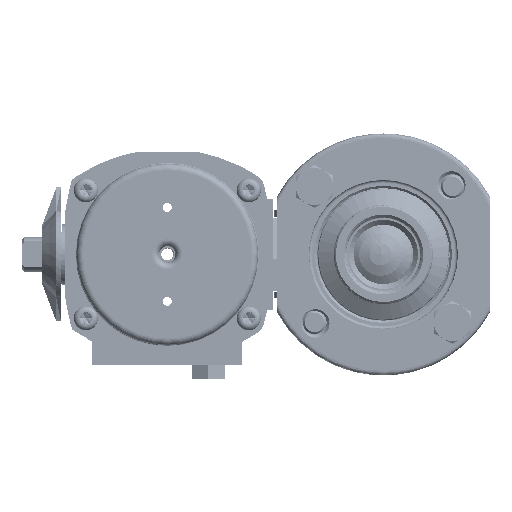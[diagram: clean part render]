
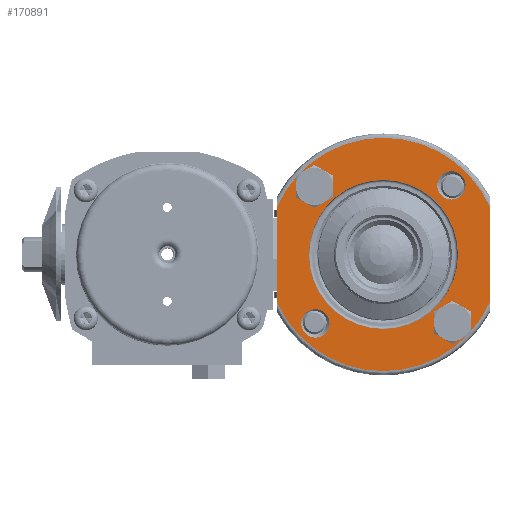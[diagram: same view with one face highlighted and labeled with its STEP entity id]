
A CAD part, left-side view. The second image highlights one B-rep face of the part: STEP entity #170891.
In plain terms, the highlighted planar face has unit normal (-1, 0, 0).
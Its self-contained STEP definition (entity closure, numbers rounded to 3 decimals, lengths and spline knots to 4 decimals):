
#1392 = EDGE_CURVE ( 'NONE', #74100, #25236, #35896, .T. ) ;
#4588 = DIRECTION ( 'NONE',  ( -1., 0., 0. ) ) ;
#5104 = ORIENTED_EDGE ( 'NONE', *, *, #17118, .T. ) ;
#5654 = VERTEX_POINT ( 'NONE', #60614 ) ;
#7223 = CIRCLE ( 'NONE', #139003, 1. ) ;
#7255 = EDGE_CURVE ( 'NONE', #40770, #5654, #32661, .T. ) ;
#7503 = DIRECTION ( 'NONE',  ( 0., 1., 0. ) ) ;
#9444 = VERTEX_POINT ( 'NONE', #60362 ) ;
#9628 = VERTEX_POINT ( 'NONE', #59070 ) ;
#9631 = FACE_BOUND ( 'NONE', #129068, .T. ) ;
#10749 = CARTESIAN_POINT ( 'NONE',  ( -1.2294, 0.9985, 1.185 ) ) ;
#11071 = CARTESIAN_POINT ( 'NONE',  ( -1.2294, -1.2065, 3.037 ) ) ;
#15211 = VECTOR ( 'NONE', #103641, 39.3701 ) ;
#16012 = DIRECTION ( 'NONE',  ( -1., 0., 0. ) ) ;
#17118 = EDGE_CURVE ( 'NONE', #5654, #40770, #140839, .T. ) ;
#22079 = AXIS2_PLACEMENT_3D ( 'NONE', #135844, #54037, #149528 ) ;
#23220 = CARTESIAN_POINT ( 'NONE',  ( -1.2294, -0.104, 3.111 ) ) ;
#23934 = AXIS2_PLACEMENT_3D ( 'NONE', #27334, #122898, #41029 ) ;
#25236 = VERTEX_POINT ( 'NONE', #56062 ) ;
#25280 = CARTESIAN_POINT ( 'NONE',  ( -1.2294, -1.534, -0.0463 ) ) ;
#27334 = CARTESIAN_POINT ( 'NONE',  ( -1.2294, -1.03, 1.1986 ) ) ;
#28492 = VERTEX_POINT ( 'NONE', #95079 ) ;
#28665 = VERTEX_POINT ( 'NONE', #154014 ) ;
#31370 = DIRECTION ( 'NONE',  ( -1., 0., 0. ) ) ;
#32661 = CIRCLE ( 'NONE', #66616, 0.1901 ) ;
#35155 = CIRCLE ( 'NONE', #73682, 0.1901 ) ;
#35896 = CIRCLE ( 'NONE', #117329, 1. ) ;
#36834 = DIRECTION ( 'NONE',  ( 1., 0., 0. ) ) ;
#38379 = AXIS2_PLACEMENT_3D ( 'NONE', #113210, #31370, #126919 ) ;
#38524 = CARTESIAN_POINT ( 'NONE',  ( -1.2294, 0.8084, 1.185 ) ) ;
#40770 = VERTEX_POINT ( 'NONE', #10749 ) ;
#41029 = DIRECTION ( 'NONE',  ( 0., 1., 0. ) ) ;
#41348 = ORIENTED_EDGE ( 'NONE', *, *, #159013, .T. ) ;
#43605 = LINE ( 'NONE', #25280, #112051 ) ;
#44744 = VERTEX_POINT ( 'NONE', #123366 ) ;
#46836 = EDGE_CURVE ( 'NONE', #28665, #28492, #115598, .T. ) ;
#47467 = EDGE_LOOP ( 'NONE', ( #49787, #96796 ) ) ;
#47630 = CARTESIAN_POINT ( 'NONE',  ( -1.2294, 0.6319, 3.0234 ) ) ;
#48932 = EDGE_CURVE ( 'NONE', #28492, #28665, #72685, .T. ) ;
#49787 = ORIENTED_EDGE ( 'NONE', *, *, #48932, .T. ) ;
#50125 = FACE_BOUND ( 'NONE', #102530, .T. ) ;
#50835 = EDGE_CURVE ( 'NONE', #120911, #119238, #62739, .T. ) ;
#51466 = LINE ( 'NONE', #171603, #15211 ) ;
#52281 = DIRECTION ( 'NONE',  ( 0., 1., 0. ) ) ;
#53463 = EDGE_CURVE ( 'NONE', #9628, #44744, #51466, .T. ) ;
#54037 = DIRECTION ( 'NONE',  ( 1., 0., 0. ) ) ;
#56062 = CARTESIAN_POINT ( 'NONE',  ( -1.2294, -1.104, 2.111 ) ) ;
#57460 = DIRECTION ( 'NONE',  ( 1., 0., 0. ) ) ;
#58700 = CIRCLE ( 'NONE', #38379, 1.565 ) ;
#59070 = CARTESIAN_POINT ( 'NONE',  ( -1.2294, 1.326, 1.4751 ) ) ;
#60362 = CARTESIAN_POINT ( 'NONE',  ( -1.2294, -1.534, 1.4751 ) ) ;
#60614 = CARTESIAN_POINT ( 'NONE',  ( -1.2294, 0.6183, 1.185 ) ) ;
#62739 = CIRCLE ( 'NONE', #22079, 0.1901 ) ;
#63379 = DIRECTION ( 'NONE',  ( 1., 0., 0. ) ) ;
#65254 = EDGE_LOOP ( 'NONE', ( #94487, #128142 ) ) ;
#66616 = AXIS2_PLACEMENT_3D ( 'NONE', #149371, #67653, #163068 ) ;
#67653 = DIRECTION ( 'NONE',  ( 1., 0., 0. ) ) ;
#69118 = VERTEX_POINT ( 'NONE', #171666 ) ;
#70781 = EDGE_CURVE ( 'NONE', #69118, #107760, #35155, .T. ) ;
#72314 = EDGE_CURVE ( 'NONE', #25236, #74100, #7223, .T. ) ;
#72685 = CIRCLE ( 'NONE', #91728, 0.1901 ) ;
#73650 = ORIENTED_EDGE ( 'NONE', *, *, #53463, .F. ) ;
#73682 = AXIS2_PLACEMENT_3D ( 'NONE', #139251, #57460, #152934 ) ;
#73864 = VERTEX_POINT ( 'NONE', #100921 ) ;
#74100 = VERTEX_POINT ( 'NONE', #134348 ) ;
#75520 = DIRECTION ( 'NONE',  ( -1., 0., 0. ) ) ;
#78001 = FACE_OUTER_BOUND ( 'NONE', #177072, .T. ) ;
#81629 = CARTESIAN_POINT ( 'NONE',  ( -1.2294, -1.0165, 3.037 ) ) ;
#82259 = FACE_BOUND ( 'NONE', #47467, .T. ) ;
#83463 = CIRCLE ( 'NONE', #162672, 0.1901 ) ;
#84826 = EDGE_LOOP ( 'NONE', ( #165439, #86560 ) ) ;
#86342 = CARTESIAN_POINT ( 'NONE',  ( -1.2294, -0.104, 2.111 ) ) ;
#86560 = ORIENTED_EDGE ( 'NONE', *, *, #50835, .T. ) ;
#89254 = DIRECTION ( 'NONE',  ( 1., 0., 0. ) ) ;
#91728 = AXIS2_PLACEMENT_3D ( 'NONE', #170925, #89254, #7503 ) ;
#94487 = ORIENTED_EDGE ( 'NONE', *, *, #72314, .F. ) ;
#95079 = CARTESIAN_POINT ( 'NONE',  ( -1.2294, -1.2201, 1.1986 ) ) ;
#95342 = DIRECTION ( 'NONE',  ( 0., 1., 0. ) ) ;
#96796 = ORIENTED_EDGE ( 'NONE', *, *, #46836, .T. ) ;
#97828 = CARTESIAN_POINT ( 'NONE',  ( -1.2294, -0.104, 2.111 ) ) ;
#100051 = DIRECTION ( 'NONE',  ( 0., -1., 0. ) ) ;
#100921 = CARTESIAN_POINT ( 'NONE',  ( -1.2294, -1.534, 2.7469 ) ) ;
#102386 = EDGE_CURVE ( 'NONE', #9628, #9444, #138737, .T. ) ;
#102530 = EDGE_LOOP ( 'NONE', ( #41348, #152998 ) ) ;
#103641 = DIRECTION ( 'NONE',  ( 0., 0., 1. ) ) ;
#107102 = DIRECTION ( 'NONE',  ( 0., 0., -1. ) ) ;
#107760 = VERTEX_POINT ( 'NONE', #11071 ) ;
#108455 = ORIENTED_EDGE ( 'NONE', *, *, #144918, .T. ) ;
#111528 = DIRECTION ( 'NONE',  ( 0., -1., 0. ) ) ;
#112051 = VECTOR ( 'NONE', #107102, 39.3701 ) ;
#113210 = CARTESIAN_POINT ( 'NONE',  ( -1.2294, -0.104, 2.111 ) ) ;
#114205 = FACE_BOUND ( 'NONE', #65254, .T. ) ;
#114375 = EDGE_CURVE ( 'NONE', #73864, #9444, #43605, .T. ) ;
#115598 = CIRCLE ( 'NONE', #23934, 0.1901 ) ;
#117329 = AXIS2_PLACEMENT_3D ( 'NONE', #86342, #4588, #100051 ) ;
#118731 = PLANE ( 'NONE',  #155384 ) ;
#119238 = VERTEX_POINT ( 'NONE', #47630 ) ;
#120911 = VERTEX_POINT ( 'NONE', #153676 ) ;
#122898 = DIRECTION ( 'NONE',  ( 1., 0., 0. ) ) ;
#123366 = CARTESIAN_POINT ( 'NONE',  ( -1.2294, 1.326, 2.7469 ) ) ;
#126919 = DIRECTION ( 'NONE',  ( 0., -1., 0. ) ) ;
#128142 = ORIENTED_EDGE ( 'NONE', *, *, #1392, .F. ) ;
#129068 = EDGE_LOOP ( 'NONE', ( #5104, #155236 ) ) ;
#132444 = DIRECTION ( 'NONE',  ( 0., 1., 0. ) ) ;
#134122 = DIRECTION ( 'NONE',  ( 1., 0., 0. ) ) ;
#134348 = CARTESIAN_POINT ( 'NONE',  ( -1.2294, 0.896, 2.111 ) ) ;
#135844 = CARTESIAN_POINT ( 'NONE',  ( -1.2294, 0.822, 3.0234 ) ) ;
#136461 = ORIENTED_EDGE ( 'NONE', *, *, #114375, .F. ) ;
#138737 = CIRCLE ( 'NONE', #147299, 1.565 ) ;
#139003 = AXIS2_PLACEMENT_3D ( 'NONE', #157189, #75520, #170935 ) ;
#139251 = CARTESIAN_POINT ( 'NONE',  ( -1.2294, -1.0165, 3.037 ) ) ;
#140839 = CIRCLE ( 'NONE', #148125, 0.1901 ) ;
#144918 = EDGE_CURVE ( 'NONE', #73864, #44744, #58700, .T. ) ;
#145128 = CARTESIAN_POINT ( 'NONE',  ( -1.2294, 0.822, 3.0234 ) ) ;
#145345 = AXIS2_PLACEMENT_3D ( 'NONE', #81629, #177051, #95342 ) ;
#147299 = AXIS2_PLACEMENT_3D ( 'NONE', #97828, #16012, #111528 ) ;
#148125 = AXIS2_PLACEMENT_3D ( 'NONE', #38524, #134122, #52281 ) ;
#149371 = CARTESIAN_POINT ( 'NONE',  ( -1.2294, 0.8084, 1.185 ) ) ;
#149528 = DIRECTION ( 'NONE',  ( 0., 1., 0. ) ) ;
#149581 = CIRCLE ( 'NONE', #145345, 0.1901 ) ;
#150492 = FACE_BOUND ( 'NONE', #84826, .T. ) ;
#152934 = DIRECTION ( 'NONE',  ( 0., 1., 0. ) ) ;
#152998 = ORIENTED_EDGE ( 'NONE', *, *, #70781, .T. ) ;
#153676 = CARTESIAN_POINT ( 'NONE',  ( -1.2294, 1.012, 3.0234 ) ) ;
#154014 = CARTESIAN_POINT ( 'NONE',  ( -1.2294, -0.84, 1.1986 ) ) ;
#155236 = ORIENTED_EDGE ( 'NONE', *, *, #7255, .T. ) ;
#155384 = AXIS2_PLACEMENT_3D ( 'NONE', #23220, #36834, #132444 ) ;
#156559 = ORIENTED_EDGE ( 'NONE', *, *, #102386, .T. ) ;
#157189 = CARTESIAN_POINT ( 'NONE',  ( -1.2294, -0.104, 2.111 ) ) ;
#158804 = DIRECTION ( 'NONE',  ( 0., 1., 0. ) ) ;
#159013 = EDGE_CURVE ( 'NONE', #107760, #69118, #149581, .T. ) ;
#162672 = AXIS2_PLACEMENT_3D ( 'NONE', #145128, #63379, #158804 ) ;
#163068 = DIRECTION ( 'NONE',  ( 0., 1., 0. ) ) ;
#165439 = ORIENTED_EDGE ( 'NONE', *, *, #165539, .T. ) ;
#165539 = EDGE_CURVE ( 'NONE', #119238, #120911, #83463, .T. ) ;
#170891 = ADVANCED_FACE ( 'NONE', ( #9631, #82259, #50125, #150492, #114205, #78001 ), #118731, .F. ) ;
#170925 = CARTESIAN_POINT ( 'NONE',  ( -1.2294, -1.03, 1.1986 ) ) ;
#170935 = DIRECTION ( 'NONE',  ( 0., -1., 0. ) ) ;
#171603 = CARTESIAN_POINT ( 'NONE',  ( -1.2294, 1.326, -0.0463 ) ) ;
#171666 = CARTESIAN_POINT ( 'NONE',  ( -1.2294, -0.8264, 3.037 ) ) ;
#177051 = DIRECTION ( 'NONE',  ( 1., 0., 0. ) ) ;
#177072 = EDGE_LOOP ( 'NONE', ( #136461, #108455, #73650, #156559 ) ) ;
